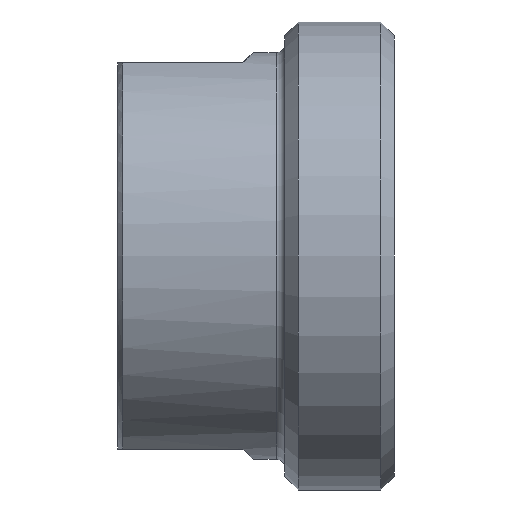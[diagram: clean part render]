
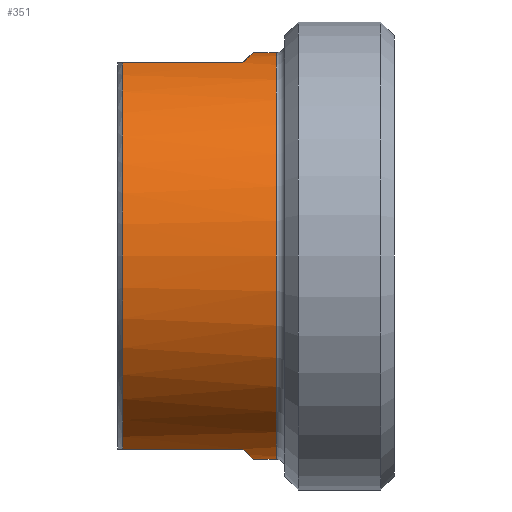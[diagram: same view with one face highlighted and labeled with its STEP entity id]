
A CAD part, front view. The second image highlights one B-rep face of the part: STEP entity #351.
In plain terms, the highlighted cylindrical face has radius 19.5 mm (diameter 39 mm), a full revolution.
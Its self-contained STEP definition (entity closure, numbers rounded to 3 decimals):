
#18=CYLINDRICAL_SURFACE('',#408,19.5);
#36=CIRCLE('',#394,19.5);
#37=CIRCLE('',#396,19.5);
#38=CIRCLE('',#397,19.5);
#42=CIRCLE('',#404,19.5);
#45=CIRCLE('',#407,19.5);
#60=ELLIPSE('',#385,27.577,19.5);
#61=ELLIPSE('',#388,27.577,19.5);
#72=FACE_OUTER_BOUND('',#95,.T.);
#95=EDGE_LOOP('',(#277,#278,#279,#280,#281,#282,#283,#284,#285,#286,#287,
#288,#289));
#111=LINE('',#563,#128);
#113=LINE('',#567,#130);
#115=LINE('',#582,#132);
#117=LINE('',#586,#134);
#121=LINE('',#624,#138);
#128=VECTOR('',#438,10.);
#130=VECTOR('',#440,10.);
#132=VECTOR('',#448,10.);
#134=VECTOR('',#450,10.);
#138=VECTOR('',#498,19.5);
#149=VERTEX_POINT('',#557);
#151=VERTEX_POINT('',#562);
#152=VERTEX_POINT('',#564);
#153=VERTEX_POINT('',#566);
#155=VERTEX_POINT('',#576);
#157=VERTEX_POINT('',#581);
#158=VERTEX_POINT('',#583);
#159=VERTEX_POINT('',#585);
#162=VERTEX_POINT('',#602);
#166=VERTEX_POINT('',#616);
#167=VERTEX_POINT('',#617);
#183=EDGE_CURVE('',#151,#149,#111,.T.);
#185=EDGE_CURVE('',#153,#152,#113,.T.);
#188=EDGE_CURVE('',#152,#151,#60,.T.);
#190=EDGE_CURVE('',#157,#155,#115,.T.);
#192=EDGE_CURVE('',#159,#158,#117,.T.);
#195=EDGE_CURVE('',#158,#157,#61,.T.);
#199=EDGE_CURVE('',#153,#155,#36,.T.);
#200=EDGE_CURVE('',#159,#162,#37,.T.);
#201=EDGE_CURVE('',#162,#149,#38,.T.);
#207=EDGE_CURVE('',#166,#167,#42,.T.);
#210=EDGE_CURVE('',#167,#166,#45,.T.);
#211=EDGE_CURVE('',#166,#162,#121,.T.);
#277=ORIENTED_EDGE('',*,*,#207,.F.);
#278=ORIENTED_EDGE('',*,*,#211,.T.);
#279=ORIENTED_EDGE('',*,*,#200,.F.);
#280=ORIENTED_EDGE('',*,*,#192,.T.);
#281=ORIENTED_EDGE('',*,*,#195,.T.);
#282=ORIENTED_EDGE('',*,*,#190,.T.);
#283=ORIENTED_EDGE('',*,*,#199,.F.);
#284=ORIENTED_EDGE('',*,*,#185,.T.);
#285=ORIENTED_EDGE('',*,*,#188,.T.);
#286=ORIENTED_EDGE('',*,*,#183,.T.);
#287=ORIENTED_EDGE('',*,*,#201,.F.);
#288=ORIENTED_EDGE('',*,*,#211,.F.);
#289=ORIENTED_EDGE('',*,*,#210,.F.);
#351=ADVANCED_FACE('',(#72),#18,.T.);
#385=AXIS2_PLACEMENT_3D('',#574,#444,#445);
#388=AXIS2_PLACEMENT_3D('',#593,#454,#455);
#394=AXIS2_PLACEMENT_3D('',#600,#466,#467);
#396=AXIS2_PLACEMENT_3D('',#603,#470,#471);
#397=AXIS2_PLACEMENT_3D('',#604,#472,#473);
#404=AXIS2_PLACEMENT_3D('',#618,#488,#489);
#407=AXIS2_PLACEMENT_3D('',#622,#494,#495);
#408=AXIS2_PLACEMENT_3D('',#623,#496,#497);
#438=DIRECTION('',(-1.,0.,0.));
#440=DIRECTION('',(1.,0.,0.));
#444=DIRECTION('center_axis',(0.707,0.,-0.707));
#445=DIRECTION('ref_axis',(0.707,0.,0.707));
#448=DIRECTION('',(-1.,0.,0.));
#450=DIRECTION('',(1.,0.,0.));
#454=DIRECTION('center_axis',(0.707,0.,0.707));
#455=DIRECTION('ref_axis',(-0.707,0.,0.707));
#466=DIRECTION('center_axis',(-1.,0.,0.));
#467=DIRECTION('ref_axis',(0.,-1.,0.));
#470=DIRECTION('center_axis',(-1.,0.,0.));
#471=DIRECTION('ref_axis',(0.,-1.,0.));
#472=DIRECTION('center_axis',(-1.,0.,0.));
#473=DIRECTION('ref_axis',(0.,-1.,0.));
#488=DIRECTION('center_axis',(1.,0.,0.));
#489=DIRECTION('ref_axis',(0.,-1.,0.));
#494=DIRECTION('center_axis',(1.,0.,0.));
#495=DIRECTION('ref_axis',(0.,-1.,0.));
#496=DIRECTION('center_axis',(1.,0.,0.));
#497=DIRECTION('ref_axis',(0.,1.,0.));
#498=DIRECTION('',(-1.,0.,0.));
#557=CARTESIAN_POINT('',(-26.,-6.164,18.5));
#562=CARTESIAN_POINT('',(-14.5,-6.164,18.5));
#563=CARTESIAN_POINT('',(-18.5,-6.164,18.5));
#564=CARTESIAN_POINT('',(-14.5,6.164,18.5));
#566=CARTESIAN_POINT('',(-26.,6.164,18.5));
#567=CARTESIAN_POINT('',(-18.5,6.164,18.5));
#574=CARTESIAN_POINT('Origin',(-33.,0.,0.));
#576=CARTESIAN_POINT('',(-26.,6.164,-18.5));
#581=CARTESIAN_POINT('',(-14.5,6.164,-18.5));
#582=CARTESIAN_POINT('',(-18.5,6.164,-18.5));
#583=CARTESIAN_POINT('',(-14.5,-6.164,-18.5));
#585=CARTESIAN_POINT('',(-26.,-6.164,-18.5));
#586=CARTESIAN_POINT('',(-18.5,-6.164,-18.5));
#593=CARTESIAN_POINT('Origin',(-33.,0.,0.));
#600=CARTESIAN_POINT('Origin',(-26.,0.,0.));
#602=CARTESIAN_POINT('',(-26.,-19.5,0.));
#603=CARTESIAN_POINT('Origin',(-26.,0.,0.));
#604=CARTESIAN_POINT('Origin',(-26.,0.,0.));
#616=CARTESIAN_POINT('',(-11.3,-19.5,0.));
#617=CARTESIAN_POINT('',(-11.3,0.,19.5));
#618=CARTESIAN_POINT('Origin',(-11.3,0.,0.));
#622=CARTESIAN_POINT('Origin',(-11.3,0.,0.));
#623=CARTESIAN_POINT('Origin',(-18.5,0.,0.));
#624=CARTESIAN_POINT('',(-18.5,-19.5,0.));
